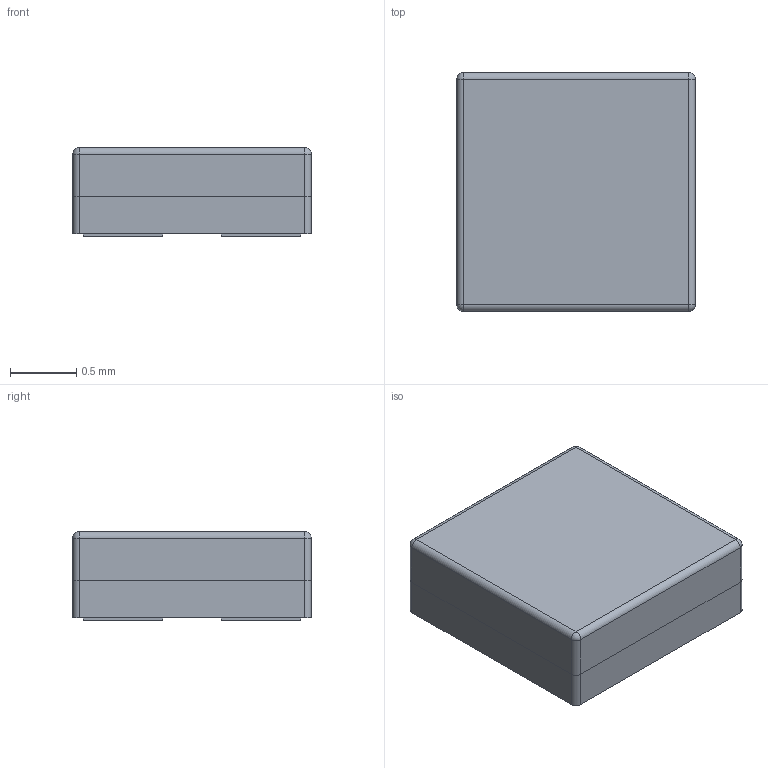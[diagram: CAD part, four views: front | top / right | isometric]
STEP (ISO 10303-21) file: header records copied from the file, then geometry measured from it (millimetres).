
FILE_DESCRIPTION(('FreeCAD Model'),'2;1');
FILE_NAME( 'LTST-E263CEGBK.step', '2020-02-19T16:12:17',(''),(''),'Open CASCADE STEP processor 7.3', 'FreeCAD','Unknown');
FILE_SCHEMA(('AUTOMOTIVE_DESIGN { 1 0 10303 214 1 1 1 1 }'));
Length unit declared in the file: millimetre
Products named in the file (1): Compound
Bounding box: 1.8 x 1.8 x 0.67 mm (x, y, z)
Volume: 2.2 mm3; surface area: 18.4 mm2
Topology: 2 solids, 2 shells, 68 faces, 160 edges, 100 vertices
Faces by surface type: plane 52, cylinder 12, sphere 4
Entity records: 2400 total; most frequent: CARTESIAN_POINT 325, DIRECTION 318, ORIENTED_EDGE 312, EDGE_CURVE 156, LINE 132, VECTOR 132, VERTEX_POINT 100, AXIS2_PLACEMENT_3D 93
